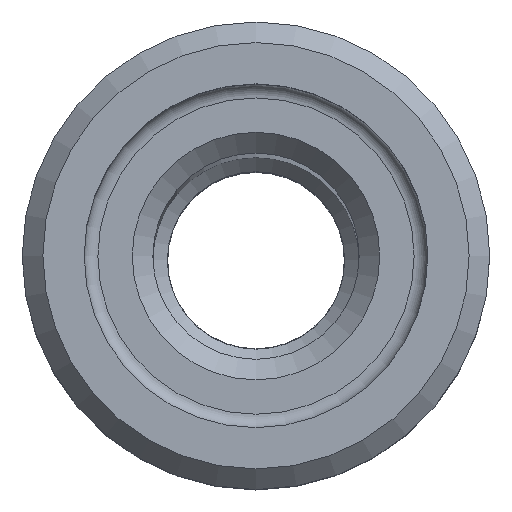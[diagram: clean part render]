
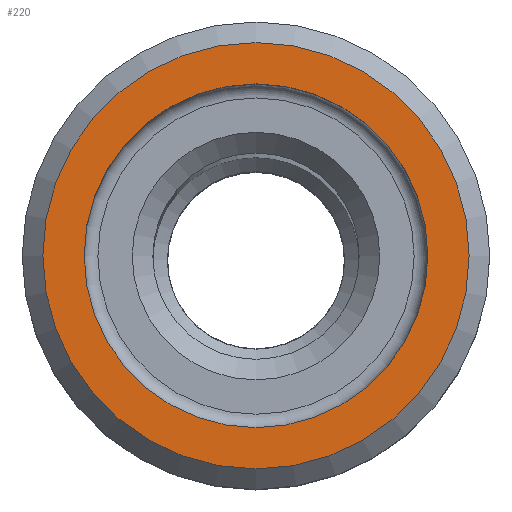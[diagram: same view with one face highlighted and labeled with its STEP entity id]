
A CAD part, top view. The second image highlights one B-rep face of the part: STEP entity #220.
In plain terms, the highlighted planar face has unit normal (0, 0, 1).
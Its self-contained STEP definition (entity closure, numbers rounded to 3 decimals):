
#53=ORIENTED_EDGE('',*,*,#86,.T.);
#54=ORIENTED_EDGE('',*,*,#85,.T.);
#85=EDGE_CURVE('',#104,#104,#123,.T.);
#86=EDGE_CURVE('',#105,#105,#124,.F.);
#104=VERTEX_POINT('',#398);
#105=VERTEX_POINT('',#401);
#123=CIRCLE('',#266,2.5);
#124=CIRCLE('',#268,3.1);
#148=EDGE_LOOP('',(#53));
#149=EDGE_LOOP('',(#54));
#186=FACE_BOUND('',#148,.T.);
#187=FACE_BOUND('',#149,.T.);
#208=PLANE('',#267);
#220=ADVANCED_FACE('',(#186,#187),#208,.F.);
#266=AXIS2_PLACEMENT_3D('',#397,#330,#331);
#267=AXIS2_PLACEMENT_3D('',#399,#332,#333);
#268=AXIS2_PLACEMENT_3D('',#400,#334,#335);
#330=DIRECTION('',(0.,0.,-1.));
#331=DIRECTION('',(-1.,0.,0.));
#332=DIRECTION('',(0.,0.,-1.));
#333=DIRECTION('',(-1.,0.,0.));
#334=DIRECTION('',(0.,0.,-1.));
#335=DIRECTION('',(-1.,0.,0.));
#397=CARTESIAN_POINT('',(0.,0.,39.5));
#398=CARTESIAN_POINT('',(-2.5,0.,39.5));
#399=CARTESIAN_POINT('',(0.,0.,39.5));
#400=CARTESIAN_POINT('',(0.,0.,39.5));
#401=CARTESIAN_POINT('',(-3.1,0.,39.5));
